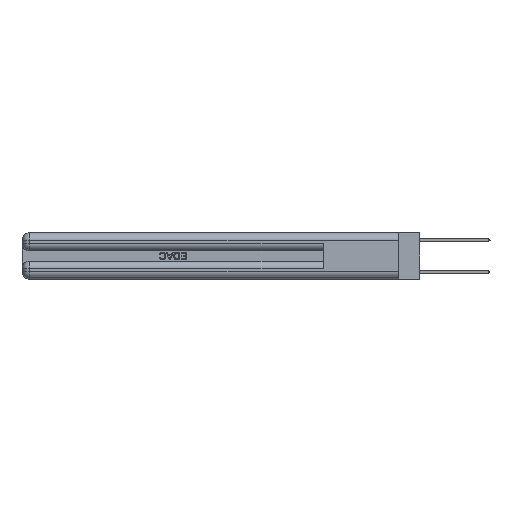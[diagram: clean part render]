
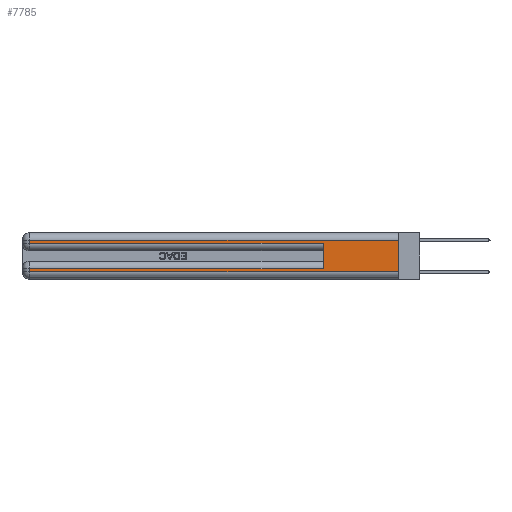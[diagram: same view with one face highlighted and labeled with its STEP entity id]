
A CAD part, left-side view. The second image highlights one B-rep face of the part: STEP entity #7785.
In plain terms, the highlighted planar face has unit normal (-1, 0, 0).
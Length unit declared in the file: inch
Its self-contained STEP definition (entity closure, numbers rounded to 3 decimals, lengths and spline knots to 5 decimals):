
#84 = CARTESIAN_POINT ( 'NONE',  ( 0., 2.94, 0.37 ) ) ;
#1098 = CARTESIAN_POINT ( 'NONE',  ( 0., 2.94, 0.37 ) ) ;
#1664 = VERTEX_POINT ( 'NONE', #12749 ) ;
#1988 = VERTEX_POINT ( 'NONE', #5718 ) ;
#2159 = DIRECTION ( 'NONE',  ( 0., 0., 1. ) ) ;
#2210 = AXIS2_PLACEMENT_3D ( 'NONE', #29821, #15924, #35555 ) ;
#2951 = DIRECTION ( 'NONE',  ( 0., 0., -1. ) ) ;
#3553 = FACE_OUTER_BOUND ( 'NONE', #24975, .T. ) ;
#3585 = DIRECTION ( 'NONE',  ( 0., -1., 0. ) ) ;
#3697 = ORIENTED_EDGE ( 'NONE', *, *, #13990, .T. ) ;
#3956 = EDGE_CURVE ( 'NONE', #18022, #24576, #28389, .T. ) ;
#5718 = CARTESIAN_POINT ( 'NONE',  ( 0., 2.94, 0.285 ) ) ;
#6228 = VECTOR ( 'NONE', #6788, 39.37008 ) ;
#6788 = DIRECTION ( 'NONE',  ( 0., 0., -1. ) ) ;
#6960 = VECTOR ( 'NONE', #35132, 39.37008 ) ;
#7002 = CARTESIAN_POINT ( 'NONE',  ( 0., 0.6, 0.085 ) ) ;
#7034 = CARTESIAN_POINT ( 'NONE',  ( 0., 0., 0.085 ) ) ;
#7066 = DIRECTION ( 'NONE',  ( 0., -1., 0. ) ) ;
#7785 = ADVANCED_FACE ( 'NONE', ( #3553 ), #29947, .F. ) ;
#8483 = CARTESIAN_POINT ( 'NONE',  ( 0., 0., 0.06 ) ) ;
#8595 = VERTEX_POINT ( 'NONE', #8483 ) ;
#8696 = LINE ( 'NONE', #7034, #6960 ) ;
#10461 = DIRECTION ( 'NONE',  ( 0., 1., 0. ) ) ;
#10688 = VERTEX_POINT ( 'NONE', #28924 ) ;
#10807 = EDGE_CURVE ( 'NONE', #18022, #10688, #8696, .T. ) ;
#11216 = LINE ( 'NONE', #17290, #32743 ) ;
#11919 = CARTESIAN_POINT ( 'NONE',  ( 0., 0., 0.285 ) ) ;
#12006 = LINE ( 'NONE', #11919, #32633 ) ;
#12093 = ORIENTED_EDGE ( 'NONE', *, *, #12113, .T. ) ;
#12113 = EDGE_CURVE ( 'NONE', #22456, #8595, #13906, .T. ) ;
#12641 = EDGE_CURVE ( 'NONE', #1664, #8595, #11216, .T. ) ;
#12749 = CARTESIAN_POINT ( 'NONE',  ( 0., 0., 0.31 ) ) ;
#12806 = ORIENTED_EDGE ( 'NONE', *, *, #12641, .F. ) ;
#13906 = LINE ( 'NONE', #32353, #35407 ) ;
#13990 = EDGE_CURVE ( 'NONE', #1988, #24576, #12006, .T. ) ;
#14595 = DIRECTION ( 'NONE',  ( 0., 0., -1. ) ) ;
#15924 = DIRECTION ( 'NONE',  ( 1., 0., 0. ) ) ;
#16570 = VERTEX_POINT ( 'NONE', #23685 ) ;
#17008 = LINE ( 'NONE', #30137, #22733 ) ;
#17290 = CARTESIAN_POINT ( 'NONE',  ( 0., 0., 0.37 ) ) ;
#17712 = EDGE_CURVE ( 'NONE', #10688, #22456, #30059, .T. ) ;
#18022 = VERTEX_POINT ( 'NONE', #7002 ) ;
#19034 = CARTESIAN_POINT ( 'NONE',  ( 0., 0.6, 0.285 ) ) ;
#19593 = EDGE_CURVE ( 'NONE', #16570, #1988, #28666, .T. ) ;
#20745 = ORIENTED_EDGE ( 'NONE', *, *, #19593, .T. ) ;
#21741 = ORIENTED_EDGE ( 'NONE', *, *, #10807, .T. ) ;
#22456 = VERTEX_POINT ( 'NONE', #26196 ) ;
#22589 = VECTOR ( 'NONE', #2951, 39.37008 ) ;
#22733 = VECTOR ( 'NONE', #10461, 39.37008 ) ;
#23685 = CARTESIAN_POINT ( 'NONE',  ( 0., 2.94, 0.31 ) ) ;
#24576 = VERTEX_POINT ( 'NONE', #19034 ) ;
#24975 = EDGE_LOOP ( 'NONE', ( #12806, #26265, #20745, #3697, #35492, #21741, #30282, #12093 ) ) ;
#26196 = CARTESIAN_POINT ( 'NONE',  ( 0., 2.94, 0.06 ) ) ;
#26265 = ORIENTED_EDGE ( 'NONE', *, *, #35958, .T. ) ;
#27493 = CARTESIAN_POINT ( 'NONE',  ( 0., 0.6, 0.145 ) ) ;
#27500 = VECTOR ( 'NONE', #2159, 39.37008 ) ;
#28389 = LINE ( 'NONE', #27493, #27500 ) ;
#28666 = LINE ( 'NONE', #1098, #6228 ) ;
#28924 = CARTESIAN_POINT ( 'NONE',  ( 0., 2.94, 0.085 ) ) ;
#29821 = CARTESIAN_POINT ( 'NONE',  ( 0., 0., 0.37 ) ) ;
#29947 = PLANE ( 'NONE',  #2210 ) ;
#30059 = LINE ( 'NONE', #84, #22589 ) ;
#30137 = CARTESIAN_POINT ( 'NONE',  ( 0., 0., 0.31 ) ) ;
#30282 = ORIENTED_EDGE ( 'NONE', *, *, #17712, .T. ) ;
#32353 = CARTESIAN_POINT ( 'NONE',  ( 0., 0., 0.06 ) ) ;
#32633 = VECTOR ( 'NONE', #3585, 39.37008 ) ;
#32743 = VECTOR ( 'NONE', #14595, 39.37008 ) ;
#35132 = DIRECTION ( 'NONE',  ( 0., 1., 0. ) ) ;
#35407 = VECTOR ( 'NONE', #7066, 39.37008 ) ;
#35492 = ORIENTED_EDGE ( 'NONE', *, *, #3956, .F. ) ;
#35555 = DIRECTION ( 'NONE',  ( 0., 0., -1. ) ) ;
#35958 = EDGE_CURVE ( 'NONE', #1664, #16570, #17008, .T. ) ;
